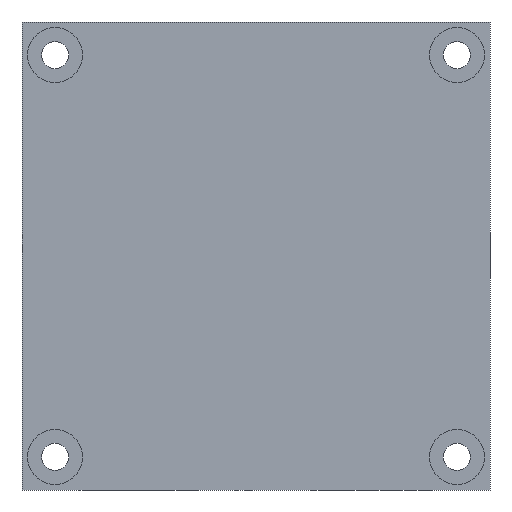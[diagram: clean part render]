
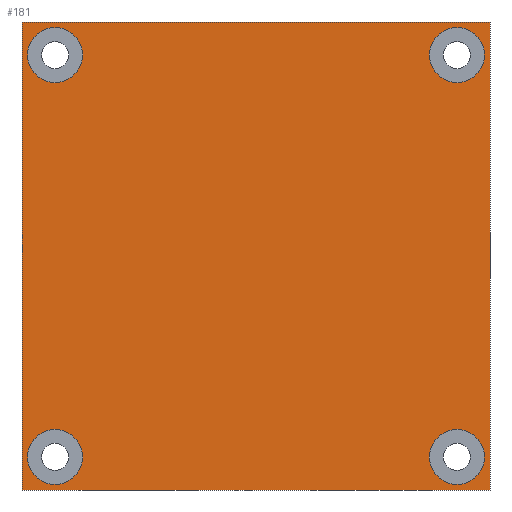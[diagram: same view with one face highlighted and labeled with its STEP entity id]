
A CAD part, front view. The second image highlights one B-rep face of the part: STEP entity #181.
In plain terms, the highlighted planar face has unit normal (0, -1, 0).
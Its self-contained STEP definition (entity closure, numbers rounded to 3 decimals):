
#181 = ADVANCED_FACE( '', ( #414, #415, #416, #417, #418 ), #419, .F. );
#414 = FACE_BOUND( '', #650, .T. );
#415 = FACE_BOUND( '', #651, .T. );
#416 = FACE_OUTER_BOUND( '', #652, .T. );
#417 = FACE_BOUND( '', #653, .T. );
#418 = FACE_BOUND( '', #654, .T. );
#419 = PLANE( '', #655 );
#650 = EDGE_LOOP( '', ( #994 ) );
#651 = EDGE_LOOP( '', ( #995 ) );
#652 = EDGE_LOOP( '', ( #996, #997, #998, #999 ) );
#653 = EDGE_LOOP( '', ( #1000 ) );
#654 = EDGE_LOOP( '', ( #1001 ) );
#655 = AXIS2_PLACEMENT_3D( '', #1002, #1003, #1004 );
#994 = ORIENTED_EDGE( '', *, *, #1032, .F. );
#995 = ORIENTED_EDGE( '', *, *, #1141, .F. );
#996 = ORIENTED_EDGE( '', *, *, #1104, .T. );
#997 = ORIENTED_EDGE( '', *, *, #1128, .F. );
#998 = ORIENTED_EDGE( '', *, *, #1147, .F. );
#999 = ORIENTED_EDGE( '', *, *, #1138, .T. );
#1000 = ORIENTED_EDGE( '', *, *, #1132, .F. );
#1001 = ORIENTED_EDGE( '', *, *, #1136, .F. );
#1002 = CARTESIAN_POINT( '', ( -42.5, 0., 85. ) );
#1003 = DIRECTION( '', ( 0., 1., 0. ) );
#1004 = DIRECTION( '', ( 0., 0., 1. ) );
#1032 = EDGE_CURVE( '', #1158, #1158, #1159, .T. );
#1104 = EDGE_CURVE( '', #1271, #1273, #1275, .T. );
#1128 = EDGE_CURVE( '', #1307, #1273, #1309, .T. );
#1132 = EDGE_CURVE( '', #1314, #1314, #1315, .T. );
#1136 = EDGE_CURVE( '', #1320, #1320, #1321, .T. );
#1138 = EDGE_CURVE( '', #1323, #1271, #1324, .T. );
#1141 = EDGE_CURVE( '', #1327, #1327, #1328, .T. );
#1147 = EDGE_CURVE( '', #1323, #1307, #1335, .T. );
#1158 = VERTEX_POINT( '', #1345 );
#1159 = CIRCLE( '', #1346, 5. );
#1271 = VERTEX_POINT( '', #1525 );
#1273 = VERTEX_POINT( '', #1528 );
#1275 = LINE( '', #1531, #1532 );
#1307 = VERTEX_POINT( '', #1564 );
#1309 = LINE( '', #1567, #1568 );
#1314 = VERTEX_POINT( '', #1573 );
#1315 = CIRCLE( '', #1574, 5. );
#1320 = VERTEX_POINT( '', #1579 );
#1321 = CIRCLE( '', #1580, 5. );
#1323 = VERTEX_POINT( '', #1582 );
#1324 = LINE( '', #1583, #1584 );
#1327 = VERTEX_POINT( '', #1588 );
#1328 = CIRCLE( '', #1589, 5. );
#1335 = LINE( '', #1596, #1597 );
#1345 = CARTESIAN_POINT( '', ( 36.5, 0., 74. ) );
#1346 = AXIS2_PLACEMENT_3D( '', #1607, #1608, #1609 );
#1525 = CARTESIAN_POINT( '', ( -42.5, 0., 0. ) );
#1528 = CARTESIAN_POINT( '', ( 42.5, 0., 0. ) );
#1531 = CARTESIAN_POINT( '', ( -42.5, 0., 0. ) );
#1532 = VECTOR( '', #1727, 1000. );
#1564 = CARTESIAN_POINT( '', ( 42.5, 0., 85. ) );
#1567 = CARTESIAN_POINT( '', ( 42.5, 0., 85. ) );
#1568 = VECTOR( '', #1756, 1000. );
#1573 = CARTESIAN_POINT( '', ( -36.5, 0., 1. ) );
#1574 = AXIS2_PLACEMENT_3D( '', #1760, #1761, #1762 );
#1579 = CARTESIAN_POINT( '', ( -36.5, 0., 74. ) );
#1580 = AXIS2_PLACEMENT_3D( '', #1766, #1767, #1768 );
#1582 = CARTESIAN_POINT( '', ( -42.5, 0., 85. ) );
#1583 = CARTESIAN_POINT( '', ( -42.5, 0., 85. ) );
#1584 = VECTOR( '', #1769, 1000. );
#1588 = CARTESIAN_POINT( '', ( 36.5, 0., 1. ) );
#1589 = AXIS2_PLACEMENT_3D( '', #1771, #1772, #1773 );
#1596 = CARTESIAN_POINT( '', ( -42.5, 0., 85. ) );
#1597 = VECTOR( '', #1777, 1000. );
#1607 = CARTESIAN_POINT( '', ( 36.5, 0., 79. ) );
#1608 = DIRECTION( '', ( 0., -1., 0. ) );
#1609 = DIRECTION( '', ( 0., 0., -1. ) );
#1727 = DIRECTION( '', ( 1., 0., 0. ) );
#1756 = DIRECTION( '', ( 0., 0., -1. ) );
#1760 = CARTESIAN_POINT( '', ( -36.5, 0., 6. ) );
#1761 = DIRECTION( '', ( 0., -1., 0. ) );
#1762 = DIRECTION( '', ( 0., 0., -1. ) );
#1766 = CARTESIAN_POINT( '', ( -36.5, 0., 79. ) );
#1767 = DIRECTION( '', ( 0., -1., 0. ) );
#1768 = DIRECTION( '', ( 0., 0., -1. ) );
#1769 = DIRECTION( '', ( 0., 0., -1. ) );
#1771 = CARTESIAN_POINT( '', ( 36.5, 0., 6. ) );
#1772 = DIRECTION( '', ( 0., -1., 0. ) );
#1773 = DIRECTION( '', ( 0., 0., -1. ) );
#1777 = DIRECTION( '', ( 1., 0., 0. ) );
